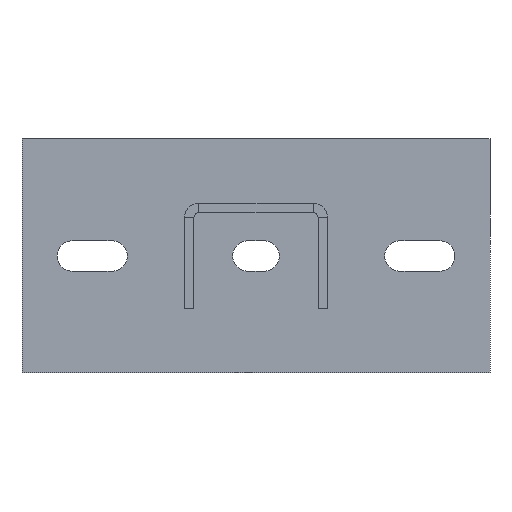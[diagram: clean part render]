
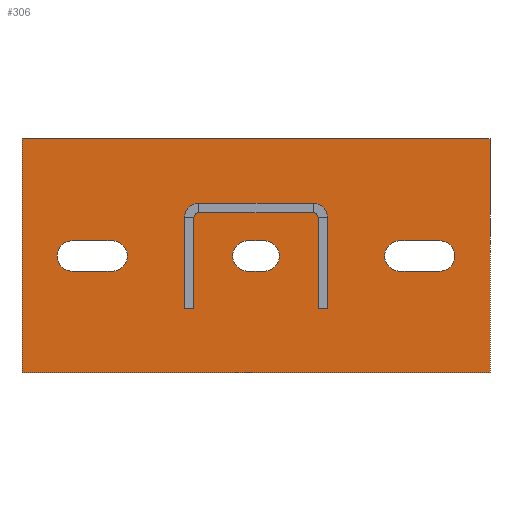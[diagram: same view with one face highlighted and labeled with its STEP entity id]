
A CAD part, front view. The second image highlights one B-rep face of the part: STEP entity #306.
In plain terms, the highlighted planar face has unit normal (0, -1, 0).
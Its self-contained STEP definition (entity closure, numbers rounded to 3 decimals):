
#7 = CARTESIAN_POINT ( 'NONE',  ( -100., -6.5, 50. ) ) ;
#15 = LINE ( 'NONE', #1191, #432 ) ;
#33 = VERTEX_POINT ( 'NONE', #748 ) ;
#40 = CARTESIAN_POINT ( 'NONE',  ( 61.5, -6.5, -6.5 ) ) ;
#45 = LINE ( 'NONE', #2014, #164 ) ;
#65 = VECTOR ( 'NONE', #1257, 1000. ) ;
#73 = LINE ( 'NONE', #83, #1727 ) ;
#83 = CARTESIAN_POINT ( 'NONE',  ( -3.5, -6.5, 6.5 ) ) ;
#108 = DIRECTION ( 'NONE',  ( 0., 0., 1. ) ) ;
#131 = AXIS2_PLACEMENT_3D ( 'NONE', #1331, #1790, #701 ) ;
#154 = CIRCLE ( 'NONE', #1348, 6.5 ) ;
#164 = VECTOR ( 'NONE', #1990, 1000. ) ;
#165 = ORIENTED_EDGE ( 'NONE', *, *, #2024, .T. ) ;
#169 = LINE ( 'NONE', #522, #357 ) ;
#170 = EDGE_LOOP ( 'NONE', ( #2052, #179, #1328, #1324 ) ) ;
#179 = ORIENTED_EDGE ( 'NONE', *, *, #1183, .T. ) ;
#230 = CARTESIAN_POINT ( 'NONE',  ( -74.019, -6.5, -50. ) ) ;
#243 = LINE ( 'NONE', #230, #1729 ) ;
#246 = DIRECTION ( 'NONE',  ( 1., 0., 0. ) ) ;
#254 = VERTEX_POINT ( 'NONE', #1101 ) ;
#260 = CARTESIAN_POINT ( 'NONE',  ( -78.5, -6.5, 6.5 ) ) ;
#306 = ADVANCED_FACE ( 'NONE', ( #1612, #498, #480, #1135 ), #327, .T. ) ;
#327 = PLANE ( 'NONE',  #464 ) ;
#341 = EDGE_CURVE ( 'NONE', #1012, #1875, #169, .T. ) ;
#350 = VERTEX_POINT ( 'NONE', #1142 ) ;
#357 = VECTOR ( 'NONE', #1798, 1000. ) ;
#411 = LINE ( 'NONE', #622, #65 ) ;
#412 = CARTESIAN_POINT ( 'NONE',  ( 61.5, -6.5, 6.5 ) ) ;
#428 = VERTEX_POINT ( 'NONE', #412 ) ;
#432 = VECTOR ( 'NONE', #1028, 1000. ) ;
#457 = CARTESIAN_POINT ( 'NONE',  ( 78.5, -6.5, -6.5 ) ) ;
#459 = VERTEX_POINT ( 'NONE', #260 ) ;
#464 = AXIS2_PLACEMENT_3D ( 'NONE', #1774, #1956, #1175 ) ;
#469 = AXIS2_PLACEMENT_3D ( 'NONE', #1668, #1490, #1645 ) ;
#480 = FACE_BOUND ( 'NONE', #1894, .T. ) ;
#498 = FACE_BOUND ( 'NONE', #170, .T. ) ;
#505 = CARTESIAN_POINT ( 'NONE',  ( -78.5, -6.5, 0. ) ) ;
#516 = ORIENTED_EDGE ( 'NONE', *, *, #1047, .T. ) ;
#517 = EDGE_CURVE ( 'NONE', #1655, #2029, #1515, .T. ) ;
#518 = DIRECTION ( 'NONE',  ( 0., 0., -1. ) ) ;
#522 = CARTESIAN_POINT ( 'NONE',  ( -74.019, -6.5, 50. ) ) ;
#543 = CARTESIAN_POINT ( 'NONE',  ( 3.5, -6.5, 0. ) ) ;
#553 = EDGE_LOOP ( 'NONE', ( #1192, #1942, #2058, #1505 ) ) ;
#563 = DIRECTION ( 'NONE',  ( 0., 1., 0. ) ) ;
#609 = CIRCLE ( 'NONE', #469, 6.5 ) ;
#622 = CARTESIAN_POINT ( 'NONE',  ( 61.5, -6.5, 6.5 ) ) ;
#641 = CARTESIAN_POINT ( 'NONE',  ( 100., -6.5, 50. ) ) ;
#656 = ORIENTED_EDGE ( 'NONE', *, *, #2084, .T. ) ;
#671 = CARTESIAN_POINT ( 'NONE',  ( 100., -6.5, -50. ) ) ;
#701 = DIRECTION ( 'NONE',  ( 0., 0., -1. ) ) ;
#710 = DIRECTION ( 'NONE',  ( 0., 1., 0. ) ) ;
#730 = VERTEX_POINT ( 'NONE', #671 ) ;
#748 = CARTESIAN_POINT ( 'NONE',  ( -78.5, -6.5, -6.5 ) ) ;
#755 = DIRECTION ( 'NONE',  ( 0., 1., 0. ) ) ;
#841 = LINE ( 'NONE', #1624, #954 ) ;
#870 = DIRECTION ( 'NONE',  ( -1., 0., 0. ) ) ;
#921 = CARTESIAN_POINT ( 'NONE',  ( 3.5, -6.5, 6.5 ) ) ;
#934 = CARTESIAN_POINT ( 'NONE',  ( -61.5, -6.5, -6.5 ) ) ;
#954 = VECTOR ( 'NONE', #1464, 1000. ) ;
#967 = CARTESIAN_POINT ( 'NONE',  ( -61.5, -6.5, 6.5 ) ) ;
#977 = ORIENTED_EDGE ( 'NONE', *, *, #1739, .T. ) ;
#1009 = DIRECTION ( 'NONE',  ( 0., 0., -1. ) ) ;
#1012 = VERTEX_POINT ( 'NONE', #7 ) ;
#1028 = DIRECTION ( 'NONE',  ( -1., 0., 0. ) ) ;
#1047 = EDGE_CURVE ( 'NONE', #33, #459, #154, .T. ) ;
#1048 = CARTESIAN_POINT ( 'NONE',  ( 78.5, -6.5, 0. ) ) ;
#1050 = LINE ( 'NONE', #1541, #1221 ) ;
#1101 = CARTESIAN_POINT ( 'NONE',  ( -100., -6.5, -50. ) ) ;
#1122 = CIRCLE ( 'NONE', #1387, 6.5 ) ;
#1135 = FACE_OUTER_BOUND ( 'NONE', #553, .T. ) ;
#1142 = CARTESIAN_POINT ( 'NONE',  ( 78.5, -6.5, 6.5 ) ) ;
#1154 = VECTOR ( 'NONE', #1201, 1000. ) ;
#1175 = DIRECTION ( 'NONE',  ( 0., 0., -1. ) ) ;
#1180 = EDGE_CURVE ( 'NONE', #254, #1012, #1050, .T. ) ;
#1183 = EDGE_CURVE ( 'NONE', #1889, #1655, #73, .T. ) ;
#1191 = CARTESIAN_POINT ( 'NONE',  ( -78.5, -6.5, -6.5 ) ) ;
#1192 = ORIENTED_EDGE ( 'NONE', *, *, #1643, .F. ) ;
#1201 = DIRECTION ( 'NONE',  ( -1., 0., 0. ) ) ;
#1210 = DIRECTION ( 'NONE',  ( 0., 0., -1. ) ) ;
#1221 = VECTOR ( 'NONE', #108, 1000. ) ;
#1257 = DIRECTION ( 'NONE',  ( 1., 0., 0. ) ) ;
#1265 = CARTESIAN_POINT ( 'NONE',  ( 61.5, -6.5, -6.5 ) ) ;
#1280 = VERTEX_POINT ( 'NONE', #934 ) ;
#1324 = ORIENTED_EDGE ( 'NONE', *, *, #1546, .T. ) ;
#1328 = ORIENTED_EDGE ( 'NONE', *, *, #517, .T. ) ;
#1331 = CARTESIAN_POINT ( 'NONE',  ( -3.5, -6.5, 0. ) ) ;
#1348 = AXIS2_PLACEMENT_3D ( 'NONE', #505, #1485, #518 ) ;
#1384 = CIRCLE ( 'NONE', #131, 6.5 ) ;
#1387 = AXIS2_PLACEMENT_3D ( 'NONE', #1692, #710, #1009 ) ;
#1411 = ORIENTED_EDGE ( 'NONE', *, *, #1493, .T. ) ;
#1426 = VERTEX_POINT ( 'NONE', #967 ) ;
#1457 = EDGE_CURVE ( 'NONE', #1907, #1889, #1384, .T. ) ;
#1464 = DIRECTION ( 'NONE',  ( 0., 0., -1. ) ) ;
#1485 = DIRECTION ( 'NONE',  ( 0., 1., 0. ) ) ;
#1490 = DIRECTION ( 'NONE',  ( 0., 1., 0. ) ) ;
#1493 = EDGE_CURVE ( 'NONE', #1280, #33, #15, .T. ) ;
#1494 = ORIENTED_EDGE ( 'NONE', *, *, #1883, .T. ) ;
#1495 = LINE ( 'NONE', #40, #1154 ) ;
#1500 = CARTESIAN_POINT ( 'NONE',  ( -3.5, -6.5, -6.5 ) ) ;
#1505 = ORIENTED_EDGE ( 'NONE', *, *, #1180, .F. ) ;
#1515 = CIRCLE ( 'NONE', #2030, 6.5 ) ;
#1537 = CARTESIAN_POINT ( 'NONE',  ( -3.5, -6.5, 6.5 ) ) ;
#1541 = CARTESIAN_POINT ( 'NONE',  ( -100., -6.5, -35. ) ) ;
#1546 = EDGE_CURVE ( 'NONE', #2029, #1907, #1672, .T. ) ;
#1556 = CARTESIAN_POINT ( 'NONE',  ( 3.5, -6.5, -6.5 ) ) ;
#1591 = EDGE_LOOP ( 'NONE', ( #1985, #656, #977, #1940 ) ) ;
#1603 = EDGE_CURVE ( 'NONE', #1615, #1666, #1495, .T. ) ;
#1612 = FACE_BOUND ( 'NONE', #1591, .T. ) ;
#1615 = VERTEX_POINT ( 'NONE', #457 ) ;
#1624 = CARTESIAN_POINT ( 'NONE',  ( 100., -6.5, -35. ) ) ;
#1643 = EDGE_CURVE ( 'NONE', #730, #254, #243, .T. ) ;
#1645 = DIRECTION ( 'NONE',  ( 0., 0., -1. ) ) ;
#1655 = VERTEX_POINT ( 'NONE', #921 ) ;
#1663 = CARTESIAN_POINT ( 'NONE',  ( -3.5, -6.5, -6.5 ) ) ;
#1666 = VERTEX_POINT ( 'NONE', #1265 ) ;
#1668 = CARTESIAN_POINT ( 'NONE',  ( 61.5, -6.5, 0. ) ) ;
#1672 = LINE ( 'NONE', #1663, #1828 ) ;
#1692 = CARTESIAN_POINT ( 'NONE',  ( -61.5, -6.5, 0. ) ) ;
#1693 = AXIS2_PLACEMENT_3D ( 'NONE', #1048, #563, #1210 ) ;
#1727 = VECTOR ( 'NONE', #246, 1000. ) ;
#1729 = VECTOR ( 'NONE', #1917, 1000. ) ;
#1739 = EDGE_CURVE ( 'NONE', #350, #1615, #1903, .T. ) ;
#1774 = CARTESIAN_POINT ( 'NONE',  ( 100., -6.5, -50. ) ) ;
#1790 = DIRECTION ( 'NONE',  ( 0., 1., 0. ) ) ;
#1798 = DIRECTION ( 'NONE',  ( 1., 0., 0. ) ) ;
#1828 = VECTOR ( 'NONE', #870, 1000. ) ;
#1843 = EDGE_CURVE ( 'NONE', #1875, #730, #841, .T. ) ;
#1874 = DIRECTION ( 'NONE',  ( 0., 0., -1. ) ) ;
#1875 = VERTEX_POINT ( 'NONE', #641 ) ;
#1883 = EDGE_CURVE ( 'NONE', #1426, #1280, #1122, .T. ) ;
#1887 = EDGE_CURVE ( 'NONE', #1666, #428, #609, .T. ) ;
#1889 = VERTEX_POINT ( 'NONE', #1537 ) ;
#1894 = EDGE_LOOP ( 'NONE', ( #516, #165, #1494, #1411 ) ) ;
#1903 = CIRCLE ( 'NONE', #1693, 6.5 ) ;
#1907 = VERTEX_POINT ( 'NONE', #1500 ) ;
#1917 = DIRECTION ( 'NONE',  ( -1., 0., 0. ) ) ;
#1940 = ORIENTED_EDGE ( 'NONE', *, *, #1603, .T. ) ;
#1942 = ORIENTED_EDGE ( 'NONE', *, *, #1843, .F. ) ;
#1956 = DIRECTION ( 'NONE',  ( 0., -1., 0. ) ) ;
#1985 = ORIENTED_EDGE ( 'NONE', *, *, #1887, .T. ) ;
#1990 = DIRECTION ( 'NONE',  ( 1., 0., 0. ) ) ;
#2014 = CARTESIAN_POINT ( 'NONE',  ( -78.5, -6.5, 6.5 ) ) ;
#2024 = EDGE_CURVE ( 'NONE', #459, #1426, #45, .T. ) ;
#2029 = VERTEX_POINT ( 'NONE', #1556 ) ;
#2030 = AXIS2_PLACEMENT_3D ( 'NONE', #543, #755, #1874 ) ;
#2052 = ORIENTED_EDGE ( 'NONE', *, *, #1457, .T. ) ;
#2058 = ORIENTED_EDGE ( 'NONE', *, *, #341, .F. ) ;
#2084 = EDGE_CURVE ( 'NONE', #428, #350, #411, .T. ) ;
